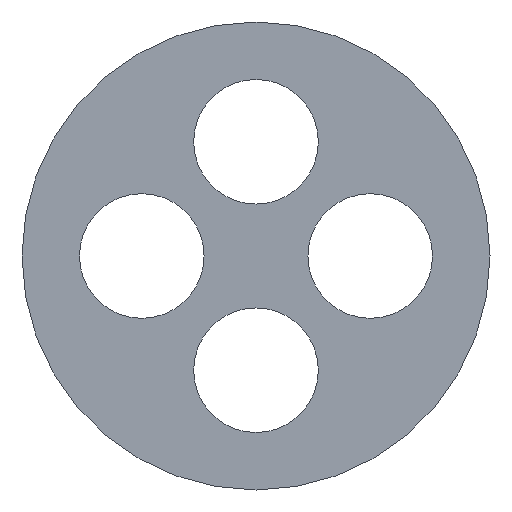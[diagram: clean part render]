
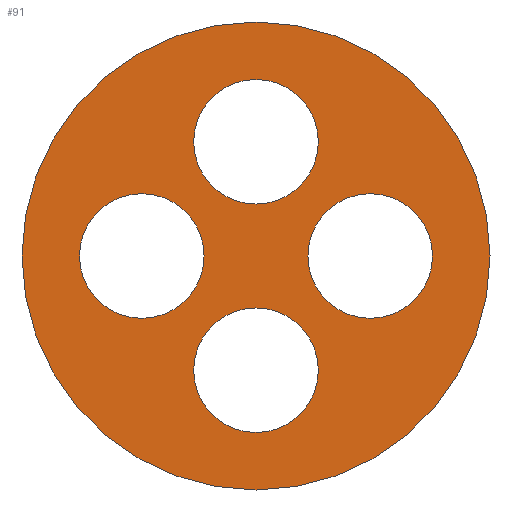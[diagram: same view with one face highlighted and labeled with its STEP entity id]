
A CAD part, left-side view. The second image highlights one B-rep face of the part: STEP entity #91.
In plain terms, the highlighted planar face has unit normal (-1, 0, 0).
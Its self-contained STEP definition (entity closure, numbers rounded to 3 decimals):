
#91 = ADVANCED_FACE( '', ( #195, #196, #197, #198, #199 ), #200, .F. );
#195 = FACE_BOUND( '', #316, .T. );
#196 = FACE_BOUND( '', #317, .T. );
#197 = FACE_BOUND( '', #318, .T. );
#198 = FACE_BOUND( '', #319, .T. );
#199 = FACE_OUTER_BOUND( '', #320, .T. );
#200 = PLANE( '', #321 );
#316 = EDGE_LOOP( '', ( #504 ) );
#317 = EDGE_LOOP( '', ( #505 ) );
#318 = EDGE_LOOP( '', ( #506 ) );
#319 = EDGE_LOOP( '', ( #507 ) );
#320 = EDGE_LOOP( '', ( #508 ) );
#321 = AXIS2_PLACEMENT_3D( '', #509, #510, #511 );
#504 = ORIENTED_EDGE( '', *, *, #697, .T. );
#505 = ORIENTED_EDGE( '', *, *, #736, .T. );
#506 = ORIENTED_EDGE( '', *, *, #743, .T. );
#507 = ORIENTED_EDGE( '', *, *, #700, .T. );
#508 = ORIENTED_EDGE( '', *, *, #728, .F. );
#509 = CARTESIAN_POINT( '', ( 0., 0., 0. ) );
#510 = DIRECTION( '', ( 1., 0., 0. ) );
#511 = DIRECTION( '', ( 0., 0., -1. ) );
#697 = EDGE_CURVE( '', #831, #831, #832, .T. );
#700 = EDGE_CURVE( '', #836, #836, #837, .T. );
#728 = EDGE_CURVE( '', #880, #880, #881, .T. );
#736 = EDGE_CURVE( '', #894, #894, #895, .T. );
#743 = EDGE_CURVE( '', #906, #906, #907, .T. );
#831 = VERTEX_POINT( '', #1021 );
#832 = CIRCLE( '', #1022, 4.5 );
#836 = VERTEX_POINT( '', #1026 );
#837 = CIRCLE( '', #1027, 4.5 );
#880 = VERTEX_POINT( '', #1083 );
#881 = CIRCLE( '', #1084, 16.9 );
#894 = VERTEX_POINT( '', #1101 );
#895 = CIRCLE( '', #1102, 4.5 );
#906 = VERTEX_POINT( '', #1115 );
#907 = CIRCLE( '', #1116, 4.5 );
#1021 = CARTESIAN_POINT( '', ( 0., 0., 3.75 ) );
#1022 = AXIS2_PLACEMENT_3D( '', #1210, #1211, #1212 );
#1026 = CARTESIAN_POINT( '', ( 0., 0., -12.75 ) );
#1027 = AXIS2_PLACEMENT_3D( '', #1216, #1217, #1218 );
#1083 = CARTESIAN_POINT( '', ( 0., 0., -16.9 ) );
#1084 = AXIS2_PLACEMENT_3D( '', #1253, #1254, #1255 );
#1101 = CARTESIAN_POINT( '', ( 0., -8.25, -4.5 ) );
#1102 = AXIS2_PLACEMENT_3D( '', #1263, #1264, #1265 );
#1115 = CARTESIAN_POINT( '', ( 0., 8.25, -4.5 ) );
#1116 = AXIS2_PLACEMENT_3D( '', #1274, #1275, #1276 );
#1210 = CARTESIAN_POINT( '', ( 0., 0., 8.25 ) );
#1211 = DIRECTION( '', ( 1., 0., 0. ) );
#1212 = DIRECTION( '', ( 0., 0., -1. ) );
#1216 = CARTESIAN_POINT( '', ( 0., 0., -8.25 ) );
#1217 = DIRECTION( '', ( 1., 0., 0. ) );
#1218 = DIRECTION( '', ( 0., 0., -1. ) );
#1253 = CARTESIAN_POINT( '', ( 0., 0., 0. ) );
#1254 = DIRECTION( '', ( 1., 0., 0. ) );
#1255 = DIRECTION( '', ( 0., 0., -1. ) );
#1263 = CARTESIAN_POINT( '', ( 0., -8.25, 0. ) );
#1264 = DIRECTION( '', ( 1., 0., 0. ) );
#1265 = DIRECTION( '', ( 0., 0., -1. ) );
#1274 = CARTESIAN_POINT( '', ( 0., 8.25, 0. ) );
#1275 = DIRECTION( '', ( 1., 0., 0. ) );
#1276 = DIRECTION( '', ( 0., 0., -1. ) );
